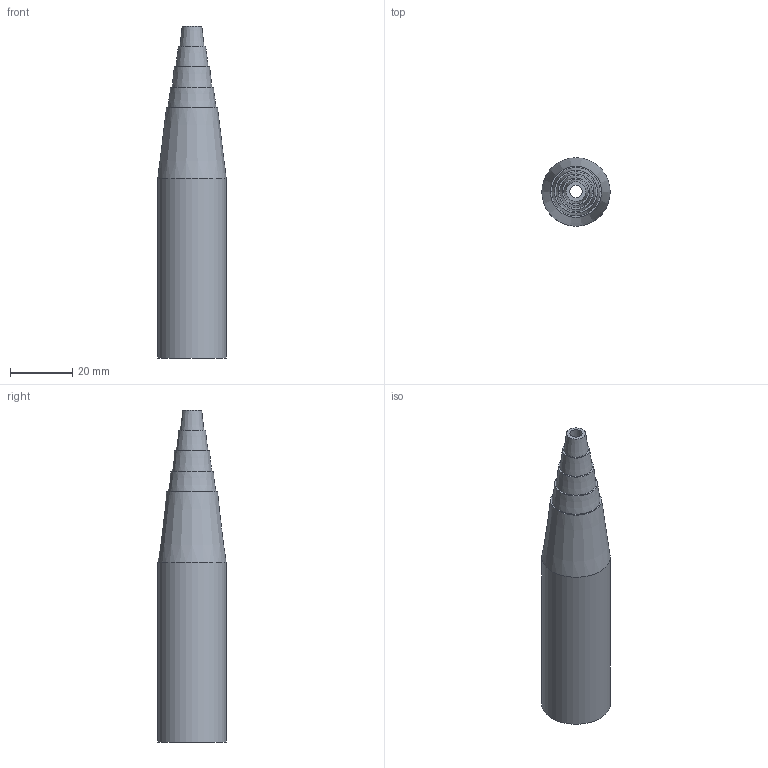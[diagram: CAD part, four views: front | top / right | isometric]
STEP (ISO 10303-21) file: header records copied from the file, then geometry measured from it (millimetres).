
FILE_DESCRIPTION(/* description */ (''),/* implementation_level */ '2;1');
FILE_NAME(/* name */ 'OMBA.stp',/* time_stamp */ '2014-11-27T16:18:31+01:00',/* author */ ('sh'),/* organization */ (''),/* preprocessor_version */ 'ST-DEVELOPER v15.2',/* originating_system */ 'Autodesk Inventor 2014',/* authorisation */ '');
FILE_SCHEMA (('AUTOMOTIVE_DESIGN { 1 0 10303 214 3 1 1 }'));
Length unit declared in the file: millimetre
Products named in the file (1): OMBA
Bounding box: 22 x 22 x 107 mm (x, y, z)
Volume: 17715.4 mm3; surface area: 10707.5 mm2
Topology: 1 solids, 1 shells, 15 faces, 26 edges, 17 vertices
Faces by surface type: cone 7, plane 6, cylinder 2
Full cylindrical faces by diameter (mm): 14.8 x1, 22 x1
Entity records: 329 total; most frequent: DIRECTION 62, CARTESIAN_POINT 46, AXIS2_PLACEMENT_3D 31, EDGE_LOOP 30, ORIENTED_EDGE 30, FACE_BOUND 16, CIRCLE 15, VERTEX_POINT 15
